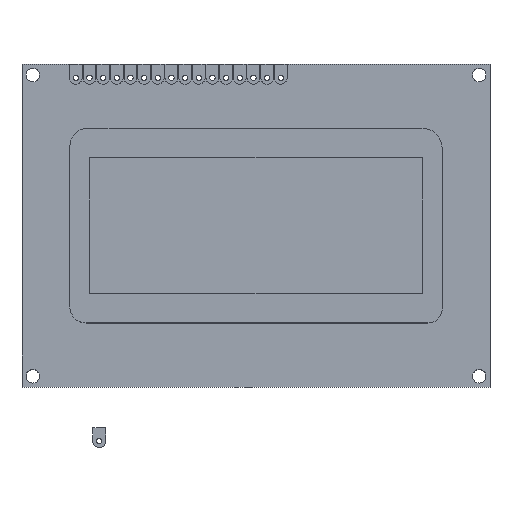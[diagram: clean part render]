
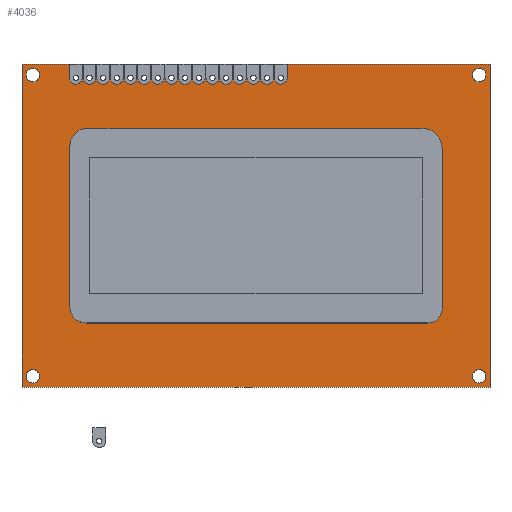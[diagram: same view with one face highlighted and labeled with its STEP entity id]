
A CAD part, top view. The second image highlights one B-rep face of the part: STEP entity #4036.
In plain terms, the highlighted planar face has unit normal (0, 0, 1).
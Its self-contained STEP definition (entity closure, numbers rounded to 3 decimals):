
#3704 = VERTEX_POINT('',#3705);
#3705 = CARTESIAN_POINT('',(-43.5,30.,1.6));
#3711 = EDGE_CURVE('',#3704,#3712,#3714,.T.);
#3712 = VERTEX_POINT('',#3713);
#3713 = CARTESIAN_POINT('',(43.5,30.,1.6));
#3714 = LINE('',#3715,#3716);
#3715 = CARTESIAN_POINT('',(-43.5,30.,1.6));
#3716 = VECTOR('',#3717,1.);
#3717 = DIRECTION('',(1.,0.,0.));
#3744 = VERTEX_POINT('',#3745);
#3745 = CARTESIAN_POINT('',(-43.5,-30.,1.6));
#3751 = EDGE_CURVE('',#3744,#3704,#3752,.T.);
#3752 = LINE('',#3753,#3754);
#3753 = CARTESIAN_POINT('',(-43.5,-30.,1.6));
#3754 = VECTOR('',#3755,1.);
#3755 = DIRECTION('',(0.,1.,0.));
#3773 = EDGE_CURVE('',#3712,#3774,#3776,.T.);
#3774 = VERTEX_POINT('',#3775);
#3775 = CARTESIAN_POINT('',(43.5,-30.,1.6));
#3776 = LINE('',#3777,#3778);
#3777 = CARTESIAN_POINT('',(43.5,30.,1.6));
#3778 = VECTOR('',#3779,1.);
#3779 = DIRECTION('',(0.,-1.,0.));
#4036 = ADVANCED_FACE('',(#4037,#4048,#4059,#4070,#4081,#4092,#4103,
    #4114,#4125,#4136,#4147,#4158,#4169,#4180,#4191,#4202,#4213,#4224,
    #4235,#4246,#4257),#4268,.F.);
#4037 = FACE_BOUND('',#4038,.F.);
#4038 = EDGE_LOOP('',(#4039,#4040,#4041,#4047));
#4039 = ORIENTED_EDGE('',*,*,#3711,.T.);
#4040 = ORIENTED_EDGE('',*,*,#3773,.T.);
#4041 = ORIENTED_EDGE('',*,*,#4042,.T.);
#4042 = EDGE_CURVE('',#3774,#3744,#4043,.T.);
#4043 = LINE('',#4044,#4045);
#4044 = CARTESIAN_POINT('',(43.5,-30.,1.6));
#4045 = VECTOR('',#4046,1.);
#4046 = DIRECTION('',(-1.,0.,0.));
#4047 = ORIENTED_EDGE('',*,*,#3751,.T.);
#4048 = FACE_BOUND('',#4049,.F.);
#4049 = EDGE_LOOP('',(#4050));
#4050 = ORIENTED_EDGE('',*,*,#4051,.T.);
#4051 = EDGE_CURVE('',#4052,#4052,#4054,.T.);
#4052 = VERTEX_POINT('',#4053);
#4053 = CARTESIAN_POINT('',(-25.38,27.5,1.6));
#4054 = CIRCLE('',#4055,0.5);
#4055 = AXIS2_PLACEMENT_3D('',#4056,#4057,#4058);
#4056 = CARTESIAN_POINT('',(-25.88,27.5,1.6));
#4057 = DIRECTION('',(0.,0.,1.));
#4058 = DIRECTION('',(1.,0.,0.));
#4059 = FACE_BOUND('',#4060,.F.);
#4060 = EDGE_LOOP('',(#4061));
#4061 = ORIENTED_EDGE('',*,*,#4062,.T.);
#4062 = EDGE_CURVE('',#4063,#4063,#4065,.T.);
#4063 = VERTEX_POINT('',#4064);
#4064 = CARTESIAN_POINT('',(-22.84,27.5,1.6));
#4065 = CIRCLE('',#4066,0.5);
#4066 = AXIS2_PLACEMENT_3D('',#4067,#4068,#4069);
#4067 = CARTESIAN_POINT('',(-23.34,27.5,1.6));
#4068 = DIRECTION('',(0.,0.,1.));
#4069 = DIRECTION('',(1.,0.,0.));
#4070 = FACE_BOUND('',#4071,.F.);
#4071 = EDGE_LOOP('',(#4072));
#4072 = ORIENTED_EDGE('',*,*,#4073,.T.);
#4073 = EDGE_CURVE('',#4074,#4074,#4076,.T.);
#4074 = VERTEX_POINT('',#4075);
#4075 = CARTESIAN_POINT('',(-20.3,27.5,1.6));
#4076 = CIRCLE('',#4077,0.5);
#4077 = AXIS2_PLACEMENT_3D('',#4078,#4079,#4080);
#4078 = CARTESIAN_POINT('',(-20.8,27.5,1.6));
#4079 = DIRECTION('',(0.,0.,1.));
#4080 = DIRECTION('',(1.,0.,0.));
#4081 = FACE_BOUND('',#4082,.F.);
#4082 = EDGE_LOOP('',(#4083));
#4083 = ORIENTED_EDGE('',*,*,#4084,.T.);
#4084 = EDGE_CURVE('',#4085,#4085,#4087,.T.);
#4085 = VERTEX_POINT('',#4086);
#4086 = CARTESIAN_POINT('',(-17.76,27.5,1.6));
#4087 = CIRCLE('',#4088,0.5);
#4088 = AXIS2_PLACEMENT_3D('',#4089,#4090,#4091);
#4089 = CARTESIAN_POINT('',(-18.26,27.5,1.6));
#4090 = DIRECTION('',(0.,0.,1.));
#4091 = DIRECTION('',(1.,0.,0.));
#4092 = FACE_BOUND('',#4093,.F.);
#4093 = EDGE_LOOP('',(#4094));
#4094 = ORIENTED_EDGE('',*,*,#4095,.T.);
#4095 = EDGE_CURVE('',#4096,#4096,#4098,.T.);
#4096 = VERTEX_POINT('',#4097);
#4097 = CARTESIAN_POINT('',(-7.6,27.5,1.6));
#4098 = CIRCLE('',#4099,0.5);
#4099 = AXIS2_PLACEMENT_3D('',#4100,#4101,#4102);
#4100 = CARTESIAN_POINT('',(-8.1,27.5,1.6));
#4101 = DIRECTION('',(0.,0.,1.));
#4102 = DIRECTION('',(1.,0.,0.));
#4103 = FACE_BOUND('',#4104,.F.);
#4104 = EDGE_LOOP('',(#4105));
#4105 = ORIENTED_EDGE('',*,*,#4106,.T.);
#4106 = EDGE_CURVE('',#4107,#4107,#4109,.T.);
#4107 = VERTEX_POINT('',#4108);
#4108 = CARTESIAN_POINT('',(-10.14,27.5,1.6));
#4109 = CIRCLE('',#4110,0.5);
#4110 = AXIS2_PLACEMENT_3D('',#4111,#4112,#4113);
#4111 = CARTESIAN_POINT('',(-10.64,27.5,1.6));
#4112 = DIRECTION('',(0.,0.,1.));
#4113 = DIRECTION('',(1.,0.,0.));
#4114 = FACE_BOUND('',#4115,.F.);
#4115 = EDGE_LOOP('',(#4116));
#4116 = ORIENTED_EDGE('',*,*,#4117,.T.);
#4117 = EDGE_CURVE('',#4118,#4118,#4120,.T.);
#4118 = VERTEX_POINT('',#4119);
#4119 = CARTESIAN_POINT('',(-15.22,27.5,1.6));
#4120 = CIRCLE('',#4121,0.5);
#4121 = AXIS2_PLACEMENT_3D('',#4122,#4123,#4124);
#4122 = CARTESIAN_POINT('',(-15.72,27.5,1.6));
#4123 = DIRECTION('',(0.,0.,1.));
#4124 = DIRECTION('',(1.,0.,0.));
#4125 = FACE_BOUND('',#4126,.F.);
#4126 = EDGE_LOOP('',(#4127));
#4127 = ORIENTED_EDGE('',*,*,#4128,.T.);
#4128 = EDGE_CURVE('',#4129,#4129,#4131,.T.);
#4129 = VERTEX_POINT('',#4130);
#4130 = CARTESIAN_POINT('',(-12.68,27.5,1.6));
#4131 = CIRCLE('',#4132,0.5);
#4132 = AXIS2_PLACEMENT_3D('',#4133,#4134,#4135);
#4133 = CARTESIAN_POINT('',(-13.18,27.5,1.6));
#4134 = DIRECTION('',(0.,0.,1.));
#4135 = DIRECTION('',(1.,0.,0.));
#4136 = FACE_BOUND('',#4137,.F.);
#4137 = EDGE_LOOP('',(#4138));
#4138 = ORIENTED_EDGE('',*,*,#4139,.T.);
#4139 = EDGE_CURVE('',#4140,#4140,#4142,.T.);
#4140 = VERTEX_POINT('',#4141);
#4141 = CARTESIAN_POINT('',(5.1,27.5,1.6));
#4142 = CIRCLE('',#4143,0.5);
#4143 = AXIS2_PLACEMENT_3D('',#4144,#4145,#4146);
#4144 = CARTESIAN_POINT('',(4.6,27.5,1.6));
#4145 = DIRECTION('',(0.,0.,1.));
#4146 = DIRECTION('',(1.,0.,0.));
#4147 = FACE_BOUND('',#4148,.F.);
#4148 = EDGE_LOOP('',(#4149));
#4149 = ORIENTED_EDGE('',*,*,#4150,.T.);
#4150 = EDGE_CURVE('',#4151,#4151,#4153,.T.);
#4151 = VERTEX_POINT('',#4152);
#4152 = CARTESIAN_POINT('',(2.56,27.5,1.6));
#4153 = CIRCLE('',#4154,0.5);
#4154 = AXIS2_PLACEMENT_3D('',#4155,#4156,#4157);
#4155 = CARTESIAN_POINT('',(2.06,27.5,1.6));
#4156 = DIRECTION('',(0.,0.,1.));
#4157 = DIRECTION('',(1.,0.,0.));
#4158 = FACE_BOUND('',#4159,.F.);
#4159 = EDGE_LOOP('',(#4160));
#4160 = ORIENTED_EDGE('',*,*,#4161,.T.);
#4161 = EDGE_CURVE('',#4162,#4162,#4164,.T.);
#4162 = VERTEX_POINT('',#4163);
#4163 = CARTESIAN_POINT('',(0.02,27.5,1.6));
#4164 = CIRCLE('',#4165,0.5);
#4165 = AXIS2_PLACEMENT_3D('',#4166,#4167,#4168);
#4166 = CARTESIAN_POINT('',(-0.48,27.5,1.6));
#4167 = DIRECTION('',(0.,0.,1.));
#4168 = DIRECTION('',(1.,0.,0.));
#4169 = FACE_BOUND('',#4170,.F.);
#4170 = EDGE_LOOP('',(#4171));
#4171 = ORIENTED_EDGE('',*,*,#4172,.T.);
#4172 = EDGE_CURVE('',#4173,#4173,#4175,.T.);
#4173 = VERTEX_POINT('',#4174);
#4174 = CARTESIAN_POINT('',(-5.06,27.5,1.6));
#4175 = CIRCLE('',#4176,0.5);
#4176 = AXIS2_PLACEMENT_3D('',#4177,#4178,#4179);
#4177 = CARTESIAN_POINT('',(-5.56,27.5,1.6));
#4178 = DIRECTION('',(0.,0.,1.));
#4179 = DIRECTION('',(1.,0.,0.));
#4180 = FACE_BOUND('',#4181,.F.);
#4181 = EDGE_LOOP('',(#4182));
#4182 = ORIENTED_EDGE('',*,*,#4183,.T.);
#4183 = EDGE_CURVE('',#4184,#4184,#4186,.T.);
#4184 = VERTEX_POINT('',#4185);
#4185 = CARTESIAN_POINT('',(-2.52,27.5,1.6));
#4186 = CIRCLE('',#4187,0.5);
#4187 = AXIS2_PLACEMENT_3D('',#4188,#4189,#4190);
#4188 = CARTESIAN_POINT('',(-3.02,27.5,1.6));
#4189 = DIRECTION('',(0.,0.,1.));
#4190 = DIRECTION('',(1.,0.,0.));
#4191 = FACE_BOUND('',#4192,.F.);
#4192 = EDGE_LOOP('',(#4193));
#4193 = ORIENTED_EDGE('',*,*,#4194,.T.);
#4194 = EDGE_CURVE('',#4195,#4195,#4197,.T.);
#4195 = VERTEX_POINT('',#4196);
#4196 = CARTESIAN_POINT('',(42.75,-28.,1.6));
#4197 = CIRCLE('',#4198,1.25);
#4198 = AXIS2_PLACEMENT_3D('',#4199,#4200,#4201);
#4199 = CARTESIAN_POINT('',(41.5,-28.,1.6));
#4200 = DIRECTION('',(0.,0.,1.));
#4201 = DIRECTION('',(1.,0.,0.));
#4202 = FACE_BOUND('',#4203,.F.);
#4203 = EDGE_LOOP('',(#4204));
#4204 = ORIENTED_EDGE('',*,*,#4205,.T.);
#4205 = EDGE_CURVE('',#4206,#4206,#4208,.T.);
#4206 = VERTEX_POINT('',#4207);
#4207 = CARTESIAN_POINT('',(42.75,28.,1.6));
#4208 = CIRCLE('',#4209,1.25);
#4209 = AXIS2_PLACEMENT_3D('',#4210,#4211,#4212);
#4210 = CARTESIAN_POINT('',(41.5,28.,1.6));
#4211 = DIRECTION('',(0.,0.,1.));
#4212 = DIRECTION('',(1.,0.,0.));
#4213 = FACE_BOUND('',#4214,.F.);
#4214 = EDGE_LOOP('',(#4215));
#4215 = ORIENTED_EDGE('',*,*,#4216,.T.);
#4216 = EDGE_CURVE('',#4217,#4217,#4219,.T.);
#4217 = VERTEX_POINT('',#4218);
#4218 = CARTESIAN_POINT('',(-40.25,28.,1.6));
#4219 = CIRCLE('',#4220,1.25);
#4220 = AXIS2_PLACEMENT_3D('',#4221,#4222,#4223);
#4221 = CARTESIAN_POINT('',(-41.5,28.,1.6));
#4222 = DIRECTION('',(0.,0.,1.));
#4223 = DIRECTION('',(1.,0.,0.));
#4224 = FACE_BOUND('',#4225,.F.);
#4225 = EDGE_LOOP('',(#4226));
#4226 = ORIENTED_EDGE('',*,*,#4227,.T.);
#4227 = EDGE_CURVE('',#4228,#4228,#4230,.T.);
#4228 = VERTEX_POINT('',#4229);
#4229 = CARTESIAN_POINT('',(-40.25,-28.,1.6));
#4230 = CIRCLE('',#4231,1.25);
#4231 = AXIS2_PLACEMENT_3D('',#4232,#4233,#4234);
#4232 = CARTESIAN_POINT('',(-41.5,-28.,1.6));
#4233 = DIRECTION('',(0.,0.,1.));
#4234 = DIRECTION('',(1.,0.,0.));
#4235 = FACE_BOUND('',#4236,.F.);
#4236 = EDGE_LOOP('',(#4237));
#4237 = ORIENTED_EDGE('',*,*,#4238,.T.);
#4238 = EDGE_CURVE('',#4239,#4239,#4241,.T.);
#4239 = VERTEX_POINT('',#4240);
#4240 = CARTESIAN_POINT('',(-27.92,27.5,1.6));
#4241 = CIRCLE('',#4242,0.5);
#4242 = AXIS2_PLACEMENT_3D('',#4243,#4244,#4245);
#4243 = CARTESIAN_POINT('',(-28.42,27.5,1.6));
#4244 = DIRECTION('',(0.,0.,1.));
#4245 = DIRECTION('',(1.,0.,0.));
#4246 = FACE_BOUND('',#4247,.F.);
#4247 = EDGE_LOOP('',(#4248));
#4248 = ORIENTED_EDGE('',*,*,#4249,.T.);
#4249 = EDGE_CURVE('',#4250,#4250,#4252,.T.);
#4250 = VERTEX_POINT('',#4251);
#4251 = CARTESIAN_POINT('',(-30.46,27.5,1.6));
#4252 = CIRCLE('',#4253,0.5);
#4253 = AXIS2_PLACEMENT_3D('',#4254,#4255,#4256);
#4254 = CARTESIAN_POINT('',(-30.96,27.5,1.6));
#4255 = DIRECTION('',(0.,0.,1.));
#4256 = DIRECTION('',(1.,0.,0.));
#4257 = FACE_BOUND('',#4258,.F.);
#4258 = EDGE_LOOP('',(#4259));
#4259 = ORIENTED_EDGE('',*,*,#4260,.T.);
#4260 = EDGE_CURVE('',#4261,#4261,#4263,.T.);
#4261 = VERTEX_POINT('',#4262);
#4262 = CARTESIAN_POINT('',(-33.,27.5,1.6));
#4263 = CIRCLE('',#4264,0.5);
#4264 = AXIS2_PLACEMENT_3D('',#4265,#4266,#4267);
#4265 = CARTESIAN_POINT('',(-33.5,27.5,1.6));
#4266 = DIRECTION('',(0.,0.,1.));
#4267 = DIRECTION('',(1.,0.,0.));
#4268 = PLANE('',#4269);
#4269 = AXIS2_PLACEMENT_3D('',#4270,#4271,#4272);
#4270 = CARTESIAN_POINT('',(0.,0.,1.6));
#4271 = DIRECTION('',(-0.,-0.,-1.));
#4272 = DIRECTION('',(-1.,0.,0.));
